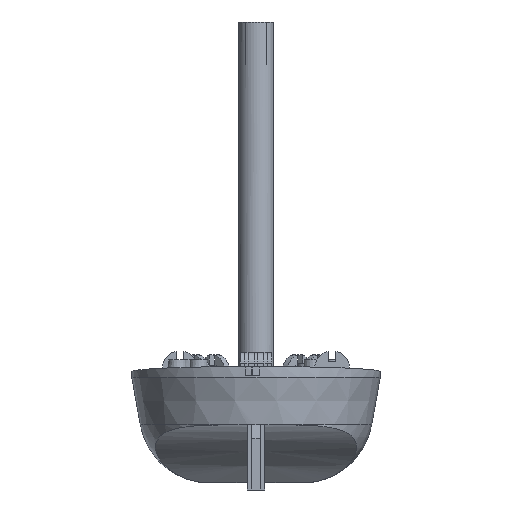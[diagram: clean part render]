
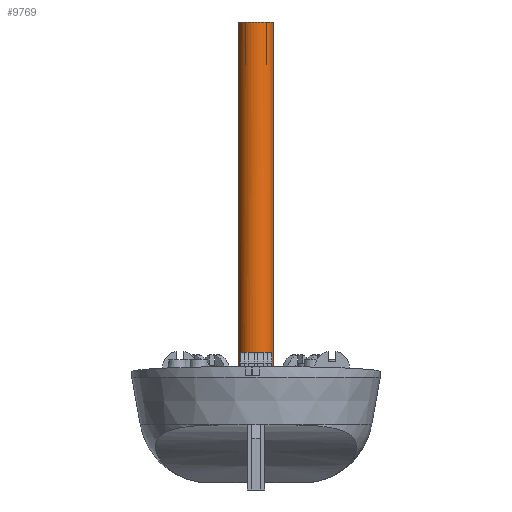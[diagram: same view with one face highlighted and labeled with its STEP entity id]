
A CAD part, left-side view. The second image highlights one B-rep face of the part: STEP entity #9769.
In plain terms, the highlighted cylindrical face has radius 3.75 mm (diameter 7.5 mm), a full revolution.
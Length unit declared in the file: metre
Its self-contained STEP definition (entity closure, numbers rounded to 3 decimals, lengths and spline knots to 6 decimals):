
#568=CIRCLE('',#10434,0.00375);
#611=CIRCLE('',#10521,0.00375);
#612=CIRCLE('',#10524,0.00375);
#613=CIRCLE('',#10529,0.00375);
#616=CIRCLE('',#10548,0.00375);
#1452=ORIENTED_EDGE('',*,*,#4031,.F.);
#1453=ORIENTED_EDGE('',*,*,#4099,.T.);
#1454=ORIENTED_EDGE('',*,*,#4023,.F.);
#1455=ORIENTED_EDGE('',*,*,#4100,.F.);
#1456=ORIENTED_EDGE('',*,*,#3804,.F.);
#1457=ORIENTED_EDGE('',*,*,#4101,.T.);
#1458=ORIENTED_EDGE('',*,*,#4102,.F.);
#1459=ORIENTED_EDGE('',*,*,#4053,.F.);
#1460=ORIENTED_EDGE('',*,*,#4045,.T.);
#3804=EDGE_CURVE('',#5175,#5171,#568,.F.);
#4023=EDGE_CURVE('',#5327,#5328,#611,.T.);
#4031=EDGE_CURVE('',#5335,#5336,#612,.T.);
#4045=EDGE_CURVE('',#5347,#5171,#6284,.F.);
#4053=EDGE_CURVE('',#5347,#5351,#613,.F.);
#4099=EDGE_CURVE('',#5335,#5328,#6335,.T.);
#4100=EDGE_CURVE('',#5336,#5327,#6336,.T.);
#4101=EDGE_CURVE('',#5175,#5381,#6337,.T.);
#4102=EDGE_CURVE('',#5351,#5381,#616,.F.);
#5171=VERTEX_POINT('',#14368);
#5175=VERTEX_POINT('',#14376);
#5327=VERTEX_POINT('',#14792);
#5328=VERTEX_POINT('',#14793);
#5335=VERTEX_POINT('',#14810);
#5336=VERTEX_POINT('',#14811);
#5347=VERTEX_POINT('',#14838);
#5351=VERTEX_POINT('',#14847);
#5381=VERTEX_POINT('',#14946);
#6284=LINE('',#14837,#7476);
#6335=LINE('',#14943,#7527);
#6336=LINE('',#14944,#7528);
#6337=LINE('',#14945,#7529);
#7476=VECTOR('',#11893,1.);
#7527=VECTOR('',#11986,1.);
#7528=VECTOR('',#11987,1.);
#7529=VECTOR('',#11988,1.);
#8369=EDGE_LOOP('',(#1452,#1453,#1454,#1455));
#8370=EDGE_LOOP('',(#1456,#1457,#1458,#1459,#1460));
#9042=FACE_BOUND('',#8369,.T.);
#9043=FACE_BOUND('',#8370,.T.);
#9600=CYLINDRICAL_SURFACE('',#10547,0.00375);
#9769=ADVANCED_FACE('',(#9042,#9043),#9600,.T.);
#10434=AXIS2_PLACEMENT_3D('',#14377,#11511,#11512);
#10521=AXIS2_PLACEMENT_3D('',#14791,#11861,#11862);
#10524=AXIS2_PLACEMENT_3D('',#14809,#11874,#11875);
#10529=AXIS2_PLACEMENT_3D('',#14853,#11905,#11906);
#10547=AXIS2_PLACEMENT_3D('',#14942,#11984,#11985);
#10548=AXIS2_PLACEMENT_3D('',#14947,#11989,#11990);
#11511=DIRECTION('',(0.,0.,1.));
#11512=DIRECTION('',(1.,0.,0.));
#11861=DIRECTION('',(0.,0.,1.));
#11862=DIRECTION('',(1.,0.,0.));
#11874=DIRECTION('',(0.,0.,1.));
#11875=DIRECTION('',(1.,0.,0.));
#11893=DIRECTION('',(0.,0.,-1.));
#11905=DIRECTION('',(0.,0.,1.));
#11906=DIRECTION('',(1.,0.,0.));
#11984=DIRECTION('',(0.,0.,-1.));
#11985=DIRECTION('',(-1.,0.,0.));
#11986=DIRECTION('',(0.,0.,1.));
#11987=DIRECTION('',(0.,0.,1.));
#11988=DIRECTION('',(0.,0.,-1.));
#11989=DIRECTION('',(0.,0.,1.));
#11990=DIRECTION('',(1.,0.,0.));
#14368=CARTESIAN_POINT('',(-0.009801,0.00375,0.02));
#14376=CARTESIAN_POINT('',(-0.009801,-0.00375,0.02));
#14377=CARTESIAN_POINT('',(-0.009801,0.,0.02));
#14791=CARTESIAN_POINT('',(-0.009801,0.,0.09575));
#14792=CARTESIAN_POINT('',(-0.00683,0.002288,0.09575));
#14793=CARTESIAN_POINT('',(-0.00683,-0.002288,0.09575));
#14809=CARTESIAN_POINT('',(-0.009801,0.,0.09125));
#14810=CARTESIAN_POINT('',(-0.00683,-0.002288,0.09125));
#14811=CARTESIAN_POINT('',(-0.00683,0.002288,0.09125));
#14837=CARTESIAN_POINT('',(-0.009801,0.00375,0.09125));
#14838=CARTESIAN_POINT('',(-0.009801,0.00375,0.01925));
#14847=CARTESIAN_POINT('',(-0.006051,0.,0.01925));
#14853=CARTESIAN_POINT('',(-0.009801,0.,0.01925));
#14942=CARTESIAN_POINT('',(-0.009801,0.,0.09125));
#14943=CARTESIAN_POINT('',(-0.00683,-0.002288,0.091249));
#14944=CARTESIAN_POINT('',(-0.00683,0.002288,0.091249));
#14945=CARTESIAN_POINT('',(-0.009801,-0.00375,0.09125));
#14946=CARTESIAN_POINT('',(-0.009801,-0.00375,0.01925));
#14947=CARTESIAN_POINT('',(-0.009801,0.,0.01925));
